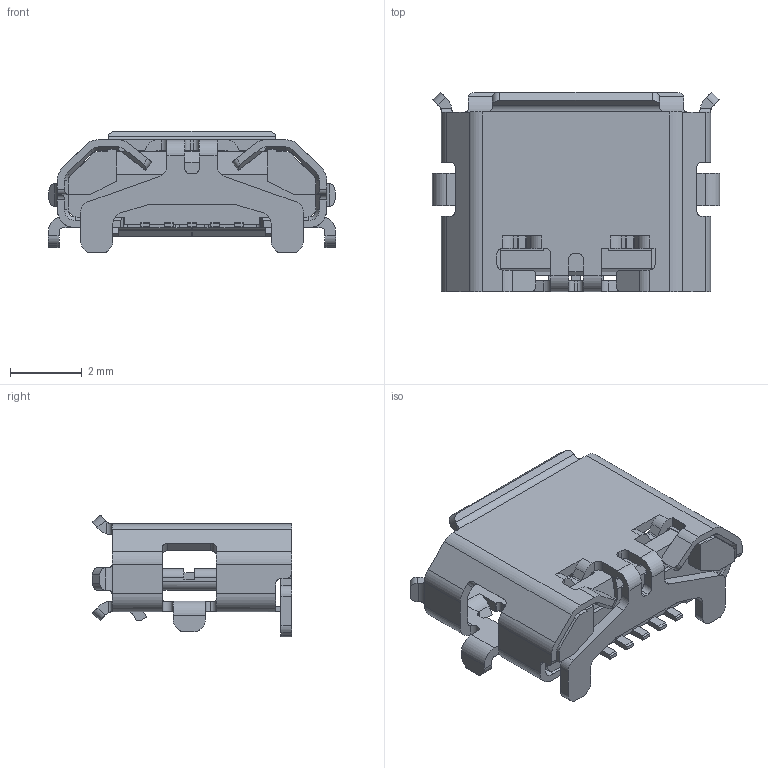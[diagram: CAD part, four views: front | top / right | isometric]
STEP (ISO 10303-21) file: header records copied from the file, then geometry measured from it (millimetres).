
FILE_DESCRIPTION(('CoCreate Modeling STEP Export'),'2;1');
FILE_NAME('d.stp','2017-12-05T14:00:06',(''),(''),'CoCreate Modeling STEP processor for AP214 (Solid Model)','CoCreate Modeling 16.00 13-May-2008 (C) Parametric Technology GmbH','');
FILE_SCHEMA(('AUTOMOTIVE_DESIGN { 1 0 10303 214 1 1 1 1 }'));
Length unit declared in the file: millimetre
Products named in the file (5): TCL4DIPHOUSING20120727; TCL4DIP20120727_ASM; AA0B010-026.stp; 010101010-043_反向全插式_四面无翻边
.stp; 010101010-076_反向全插式_四面翻边.stp

Assembly tree (4 placements, depth 5):
  010101010-076_反向全插式_四面翻边.stp

    010101010-043_反向全插式_四面无翻边
.stp
      AA0B010-026.stp
        TCL4DIP20120727_ASM
          TCL4DIPHOUSING20120727
Bounding box: 8 x 5.55 x 3.39 mm (x, y, z)
Volume: 43 mm3; surface area: 275 mm2
Topology: 1 solids, 1 shells, 663 faces, 1917 edges, 1229 vertices
Faces by surface type: plane 442, cylinder 201, cone 20
Entity records: 21710 total; most frequent: CARTESIAN_POINT 4148, ORIENTED_EDGE 3838, DIRECTION 3480, EDGE_CURVE 1915, VECTOR 1456, LINE 1456, VERTEX_POINT 1228, AXIS2_PLACEMENT_3D 1012
